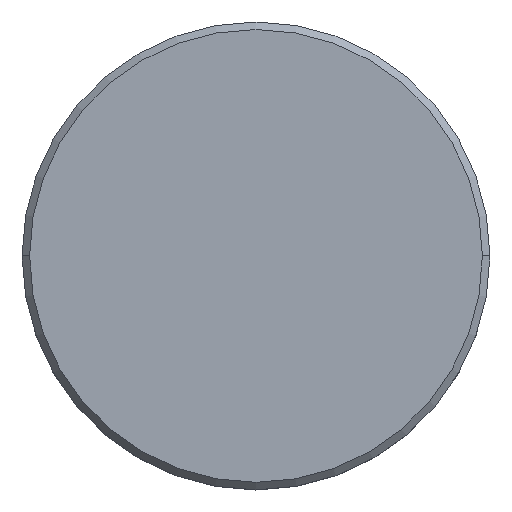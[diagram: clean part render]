
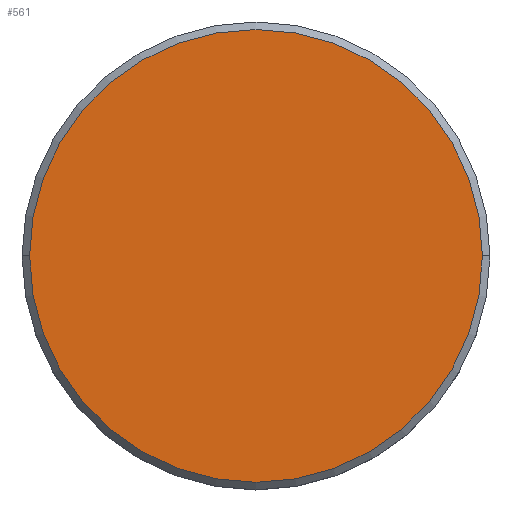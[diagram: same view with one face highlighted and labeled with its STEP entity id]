
A CAD part, top view. The second image highlights one B-rep face of the part: STEP entity #561.
In plain terms, the highlighted planar face has unit normal (0, 0, 1).
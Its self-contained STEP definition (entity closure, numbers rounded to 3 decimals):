
#36 = AXIS2_PLACEMENT_3D ( 'NONE', #546, #1093, #362 ) ;
#191 = CARTESIAN_POINT ( 'NONE',  ( -15., 0., 0. ) ) ;
#201 = CIRCLE ( 'NONE', #687, 15. ) ;
#254 = CIRCLE ( 'NONE', #36, 15. ) ;
#255 = VERTEX_POINT ( 'NONE', #191 ) ;
#260 = EDGE_CURVE ( 'NONE', #1003, #255, #254, .T. ) ;
#362 = DIRECTION ( 'NONE',  ( 1., 0., 0. ) ) ;
#365 = DIRECTION ( 'NONE',  ( 1., 0., 0. ) ) ;
#429 = EDGE_CURVE ( 'NONE', #255, #1003, #201, .T. ) ;
#439 = PLANE ( 'NONE',  #1069 ) ;
#455 = EDGE_LOOP ( 'NONE', ( #562, #641 ) ) ;
#546 = CARTESIAN_POINT ( 'NONE',  ( 0., 0., 0. ) ) ;
#561 = ADVANCED_FACE ( 'NONE', ( #896 ), #439, .T. ) ;
#562 = ORIENTED_EDGE ( 'NONE', *, *, #429, .T. ) ;
#570 = CARTESIAN_POINT ( 'NONE',  ( 15., 0., 0. ) ) ;
#605 = CARTESIAN_POINT ( 'NONE',  ( 0., 0., 0. ) ) ;
#609 = DIRECTION ( 'NONE',  ( 1., 0., 0. ) ) ;
#641 = ORIENTED_EDGE ( 'NONE', *, *, #260, .T. ) ;
#687 = AXIS2_PLACEMENT_3D ( 'NONE', #605, #694, #609 ) ;
#694 = DIRECTION ( 'NONE',  ( 0., 0., 1. ) ) ;
#711 = CARTESIAN_POINT ( 'NONE',  ( 0., 0., 0. ) ) ;
#817 = DIRECTION ( 'NONE',  ( 0., 0., 1. ) ) ;
#896 = FACE_OUTER_BOUND ( 'NONE', #455, .T. ) ;
#1003 = VERTEX_POINT ( 'NONE', #570 ) ;
#1069 = AXIS2_PLACEMENT_3D ( 'NONE', #711, #817, #365 ) ;
#1093 = DIRECTION ( 'NONE',  ( 0., 0., 1. ) ) ;
